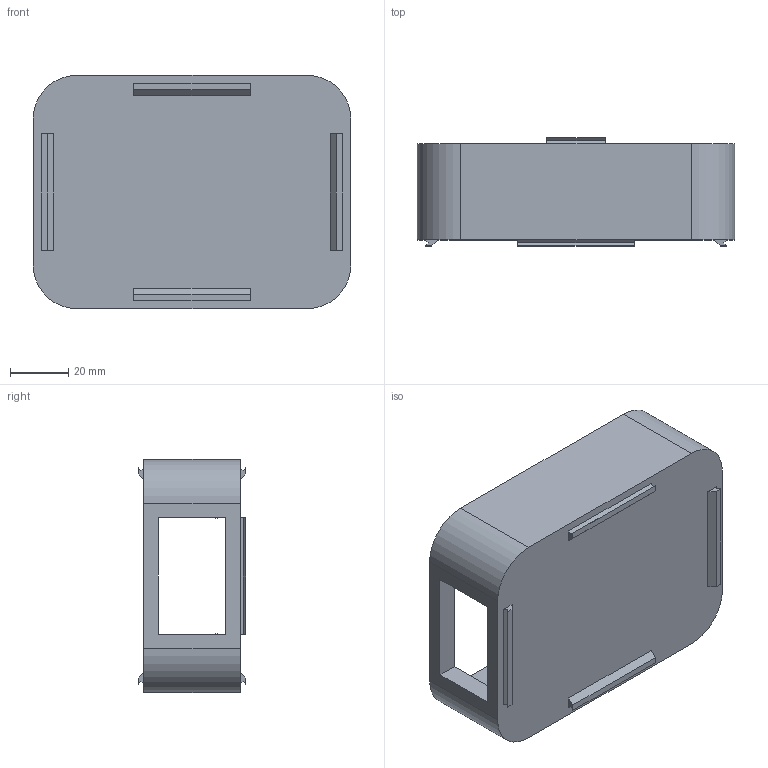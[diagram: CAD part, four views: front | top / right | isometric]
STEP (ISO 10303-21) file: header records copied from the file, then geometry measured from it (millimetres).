
FILE_DESCRIPTION (( 'STEP AP214' ), '1' );
FILE_NAME ('Middle.STEP', '2023-11-07T21:01:29', ( '' ), ( '' ), 'SwSTEP 2.0', 'SolidWorks 2023', '' );
FILE_SCHEMA (( 'AUTOMOTIVE_DESIGN' ));
Length unit declared in the file: millimetre
Products named in the file (1): Middle
Bounding box: 109 x 37 x 80 mm (x, y, z)
Volume: 78791.1 mm3; surface area: 38019.6 mm2
Topology: 1 solids, 1 shells, 82 faces, 216 edges, 140 vertices
Faces by surface type: plane 74, cylinder 8
Entity records: 2511 total; most frequent: CARTESIAN_POINT 439, ORIENTED_EDGE 432, DIRECTION 398, EDGE_CURVE 216, LINE 200, VECTOR 200, VERTEX_POINT 140, AXIS2_PLACEMENT_3D 99
